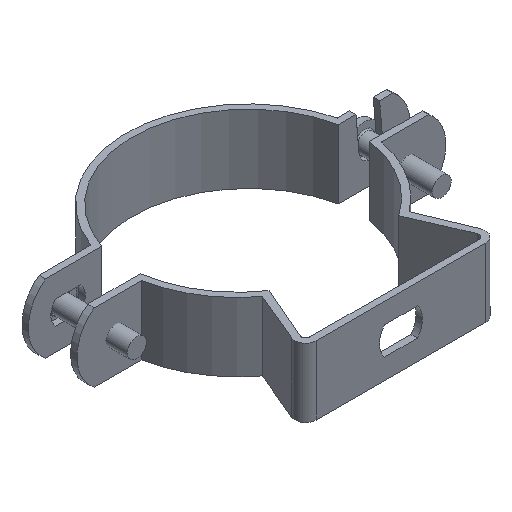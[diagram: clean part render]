
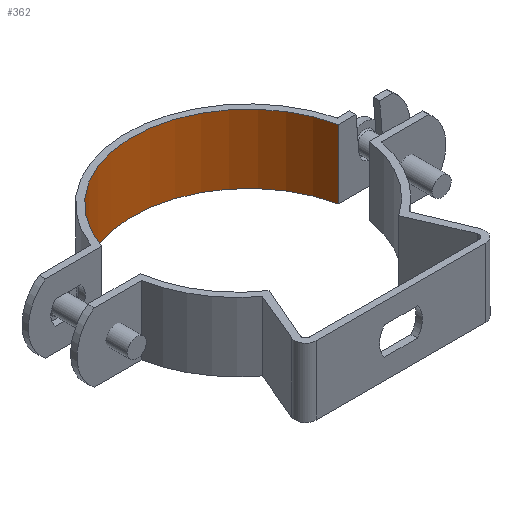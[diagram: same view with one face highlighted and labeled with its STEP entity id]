
A CAD part, isometric view. The second image highlights one B-rep face of the part: STEP entity #362.
In plain terms, the highlighted cylindrical face has radius 27 mm (diameter 54 mm), a partial arc.
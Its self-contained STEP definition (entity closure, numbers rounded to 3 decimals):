
#30=CARTESIAN_POINT('',(0.,-1.,8.));
#31=DIRECTION('',(0.,0.,1.));
#32=DIRECTION('',(0.979,0.204,0.));
#33=AXIS2_PLACEMENT_3D('',#30,#31,#32);
#43=CARTESIAN_POINT('',(0.,-1.,-8.));
#44=DIRECTION('',(0.,0.,1.));
#45=DIRECTION('',(0.979,0.204,0.));
#46=AXIS2_PLACEMENT_3D('',#43,#44,#45);
#48=DIRECTION('',(0.,0.,1.));
#49=VECTOR('',#48,16.);
#50=CARTESIAN_POINT('',(-25.627,7.5,-8.));
#51=LINE('',#50,#49);
#160=DIRECTION('',(0.,0.,1.));
#161=VECTOR('',#160,16.);
#162=CARTESIAN_POINT('',(26.434,4.5,-8.));
#163=LINE('',#162,#161);
#264=CARTESIAN_POINT('',(26.434,4.5,-8.));
#265=CARTESIAN_POINT('',(26.434,4.5,8.));
#266=VERTEX_POINT('',#264);
#267=VERTEX_POINT('',#265);
#268=CARTESIAN_POINT('',(-25.627,7.5,-8.));
#269=CARTESIAN_POINT('',(-25.627,7.5,8.));
#270=VERTEX_POINT('',#268);
#271=VERTEX_POINT('',#269);
#348=CARTESIAN_POINT('',(0.,-1.,0.));
#349=DIRECTION('',(0.,0.,1.));
#350=DIRECTION('',(1.,0.,0.));
#351=AXIS2_PLACEMENT_3D('',#348,#349,#350);
#352=CYLINDRICAL_SURFACE('',#351,27.);
#354=ORIENTED_EDGE('',*,*,#353,.T.);
#356=ORIENTED_EDGE('',*,*,#355,.T.);
#357=ORIENTED_EDGE('',*,*,#330,.F.);
#359=ORIENTED_EDGE('',*,*,#358,.F.);
#360=EDGE_LOOP('',(#354,#356,#357,#359));
#361=FACE_OUTER_BOUND('',#360,.F.);
#362=ADVANCED_FACE('',(#361),#352,.F.);
#34=CIRCLE('',#33,27.);
#47=CIRCLE('',#46,27.);
#330=EDGE_CURVE('',#267,#271,#34,.T.);
#353=EDGE_CURVE('',#266,#270,#47,.T.);
#355=EDGE_CURVE('',#270,#271,#51,.T.);
#358=EDGE_CURVE('',#266,#267,#163,.T.);
